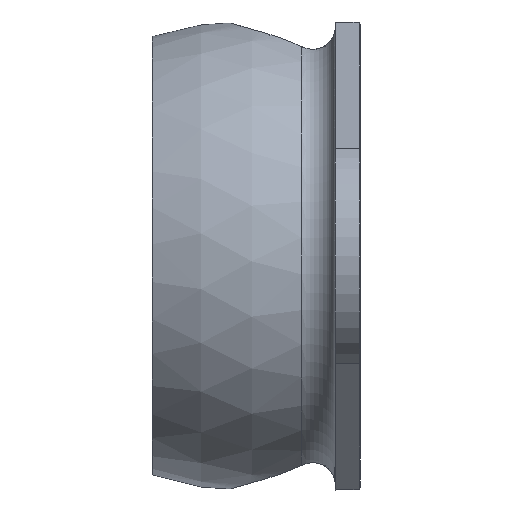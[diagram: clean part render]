
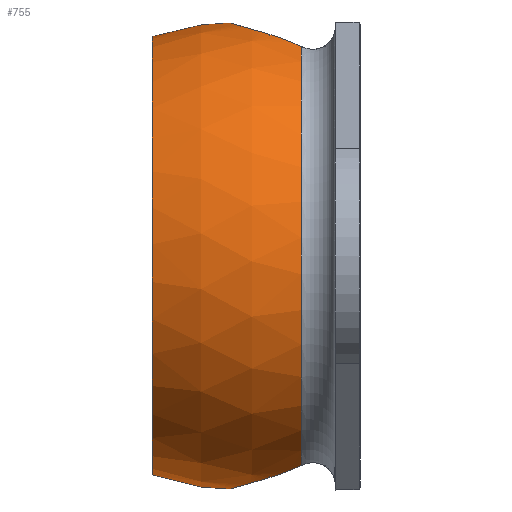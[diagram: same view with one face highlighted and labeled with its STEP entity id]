
A CAD part, left-side view. The second image highlights one B-rep face of the part: STEP entity #755.
In plain terms, the highlighted spherical face has radius 14.224 mm.
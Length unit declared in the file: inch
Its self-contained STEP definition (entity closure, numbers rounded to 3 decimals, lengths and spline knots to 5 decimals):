
#117=SPHERICAL_SURFACE('',#810,0.56);
#121=FACE_BOUND('',#192,.T.);
#148=FACE_OUTER_BOUND('',#191,.T.);
#191=EDGE_LOOP('',(#515,#516,#517,#518,#519,#520,#521,#522));
#192=EDGE_LOOP('',(#523));
#238=CIRCLE('',#800,0.53328);
#240=CIRCLE('',#803,0.53328);
#245=CIRCLE('',#811,0.5517);
#246=CIRCLE('',#812,0.5517);
#247=CIRCLE('',#813,0.5517);
#248=CIRCLE('',#814,0.5517);
#249=CIRCLE('',#815,0.52768);
#287=B_SPLINE_CURVE_WITH_KNOTS('',3,(#1294,#1295,#1296,#1297,#1298,#1299,
#1300,#1301,#1302,#1303,#1304,#1305,#1306,#1307),.UNSPECIFIED.,.F.,.F.,
(4,2,2,2,2,2,4),(-2.29012,-2.13433,-1.98521,-1.83608,
-1.68695,-1.53783,-1.38204),.UNSPECIFIED.);
#288=B_SPLINE_CURVE_WITH_KNOTS('',3,(#1312,#1313,#1314,#1315,#1316,#1317,
#1318,#1319,#1320,#1321,#1322,#1323,#1324,#1325),.UNSPECIFIED.,.F.,.F.,
(4,2,2,2,2,2,4),(-1.06464,-0.90885,-0.75972,
-0.6106,-0.46147,-0.31235,-0.15656),
 .UNSPECIFIED.);
#315=VERTEX_POINT('',#1187);
#320=VERTEX_POINT('',#1223);
#321=VERTEX_POINT('',#1234);
#326=VERTEX_POINT('',#1270);
#331=VERTEX_POINT('',#1291);
#332=VERTEX_POINT('',#1293);
#333=VERTEX_POINT('',#1309);
#334=VERTEX_POINT('',#1311);
#335=VERTEX_POINT('',#1327);
#394=EDGE_CURVE('',#315,#320,#238,.T.);
#400=EDGE_CURVE('',#321,#326,#240,.T.);
#405=EDGE_CURVE('',#326,#331,#245,.T.);
#406=EDGE_CURVE('',#331,#332,#287,.T.);
#407=EDGE_CURVE('',#332,#315,#246,.T.);
#408=EDGE_CURVE('',#320,#333,#247,.T.);
#409=EDGE_CURVE('',#333,#334,#288,.T.);
#410=EDGE_CURVE('',#334,#321,#248,.T.);
#411=EDGE_CURVE('',#335,#335,#249,.T.);
#515=ORIENTED_EDGE('',*,*,#400,.T.);
#516=ORIENTED_EDGE('',*,*,#405,.T.);
#517=ORIENTED_EDGE('',*,*,#406,.T.);
#518=ORIENTED_EDGE('',*,*,#407,.T.);
#519=ORIENTED_EDGE('',*,*,#394,.T.);
#520=ORIENTED_EDGE('',*,*,#408,.T.);
#521=ORIENTED_EDGE('',*,*,#409,.T.);
#522=ORIENTED_EDGE('',*,*,#410,.T.);
#523=ORIENTED_EDGE('',*,*,#411,.F.);
#755=ADVANCED_FACE('',(#148,#121),#117,.T.);
#800=AXIS2_PLACEMENT_3D('',#1232,#889,#890);
#803=AXIS2_PLACEMENT_3D('',#1279,#895,#896);
#810=AXIS2_PLACEMENT_3D('',#1290,#909,#910);
#811=AXIS2_PLACEMENT_3D('',#1292,#911,#912);
#812=AXIS2_PLACEMENT_3D('',#1308,#913,#914);
#813=AXIS2_PLACEMENT_3D('',#1310,#915,#916);
#814=AXIS2_PLACEMENT_3D('',#1326,#917,#918);
#815=AXIS2_PLACEMENT_3D('',#1328,#919,#920);
#889=DIRECTION('center_axis',(0.,1.,0.));
#890=DIRECTION('ref_axis',(0.,0.,1.));
#895=DIRECTION('center_axis',(0.,1.,0.));
#896=DIRECTION('ref_axis',(0.,0.,1.));
#909=DIRECTION('center_axis',(0.,1.,0.));
#910=DIRECTION('ref_axis',(0.,0.,-1.));
#911=DIRECTION('center_axis',(0.923,0.385,0.));
#912=DIRECTION('ref_axis',(-0.385,0.923,0.));
#913=DIRECTION('center_axis',(-0.923,0.385,0.));
#914=DIRECTION('ref_axis',(-0.385,-0.923,0.));
#915=DIRECTION('center_axis',(-0.923,0.385,0.));
#916=DIRECTION('ref_axis',(-0.385,-0.923,0.));
#917=DIRECTION('center_axis',(0.923,0.385,0.));
#918=DIRECTION('ref_axis',(-0.385,0.923,0.));
#919=DIRECTION('center_axis',(0.,1.,0.));
#920=DIRECTION('ref_axis',(0.,0.,1.));
#1187=CARTESIAN_POINT('',(-0.17544,-0.17092,-0.50359));
#1223=CARTESIAN_POINT('',(-0.17544,-0.17092,0.50359));
#1232=CARTESIAN_POINT('Origin',(0.,-0.17092,0.));
#1234=CARTESIAN_POINT('',(0.17544,-0.17092,0.50359));
#1270=CARTESIAN_POINT('',(0.17544,-0.17092,-0.50359));
#1279=CARTESIAN_POINT('Origin',(0.,-0.17092,0.));
#1290=CARTESIAN_POINT('Origin',(0.,0.,0.));
#1291=CARTESIAN_POINT('',(0.1442,-0.09607,-0.53252));
#1292=CARTESIAN_POINT('Origin',(0.08866,0.037,0.));
#1293=CARTESIAN_POINT('',(-0.1442,-0.09607,-0.53252));
#1294=CARTESIAN_POINT('Ctrl Pts',(0.1442,-0.09607,
-0.53252));
#1295=CARTESIAN_POINT('Ctrl Pts',(0.13612,-0.07671,
-0.5382));
#1296=CARTESIAN_POINT('Ctrl Pts',(0.12389,-0.05895,
-0.54332));
#1297=CARTESIAN_POINT('Ctrl Pts',(0.09593,-0.03143,
-0.55117));
#1298=CARTESIAN_POINT('Ctrl Pts',(0.07857,-0.01962,
-0.5545));
#1299=CARTESIAN_POINT('Ctrl Pts',(0.04039,-0.00391,
-0.55891));
#1300=CARTESIAN_POINT('Ctrl Pts',(0.01957,0.,
-0.56));
#1301=CARTESIAN_POINT('Ctrl Pts',(-0.01957,0.,
-0.56));
#1302=CARTESIAN_POINT('Ctrl Pts',(-0.04039,-0.00391,
-0.55891));
#1303=CARTESIAN_POINT('Ctrl Pts',(-0.07857,-0.01962,
-0.5545));
#1304=CARTESIAN_POINT('Ctrl Pts',(-0.09593,-0.03143,
-0.55117));
#1305=CARTESIAN_POINT('Ctrl Pts',(-0.12389,-0.05895,
-0.54332));
#1306=CARTESIAN_POINT('Ctrl Pts',(-0.13612,-0.07671,
-0.5382));
#1307=CARTESIAN_POINT('Ctrl Pts',(-0.1442,-0.09607,
-0.53252));
#1308=CARTESIAN_POINT('Origin',(-0.08866,0.037,
0.));
#1309=CARTESIAN_POINT('',(-0.1442,-0.09607,0.53252));
#1310=CARTESIAN_POINT('Origin',(-0.08866,0.037,
0.));
#1311=CARTESIAN_POINT('',(0.1442,-0.09607,0.53252));
#1312=CARTESIAN_POINT('Ctrl Pts',(-0.1442,-0.09607,
0.53252));
#1313=CARTESIAN_POINT('Ctrl Pts',(-0.13612,-0.07671,
0.5382));
#1314=CARTESIAN_POINT('Ctrl Pts',(-0.12389,-0.05895,
0.54332));
#1315=CARTESIAN_POINT('Ctrl Pts',(-0.09593,-0.03143,
0.55117));
#1316=CARTESIAN_POINT('Ctrl Pts',(-0.07857,-0.01962,
0.5545));
#1317=CARTESIAN_POINT('Ctrl Pts',(-0.04039,-0.00391,
0.55891));
#1318=CARTESIAN_POINT('Ctrl Pts',(-0.01957,0.,
0.56));
#1319=CARTESIAN_POINT('Ctrl Pts',(0.01957,0.,
0.56));
#1320=CARTESIAN_POINT('Ctrl Pts',(0.04039,-0.00391,
0.55891));
#1321=CARTESIAN_POINT('Ctrl Pts',(0.07857,-0.01962,
0.5545));
#1322=CARTESIAN_POINT('Ctrl Pts',(0.09593,-0.03143,
0.55117));
#1323=CARTESIAN_POINT('Ctrl Pts',(0.12389,-0.05895,
0.54332));
#1324=CARTESIAN_POINT('Ctrl Pts',(0.13612,-0.07671,
0.5382));
#1325=CARTESIAN_POINT('Ctrl Pts',(0.1442,-0.09607,
0.53252));
#1326=CARTESIAN_POINT('Origin',(0.08866,0.037,0.));
#1327=CARTESIAN_POINT('',(0.52768,0.1875,0.));
#1328=CARTESIAN_POINT('Origin',(0.,0.1875,0.));
